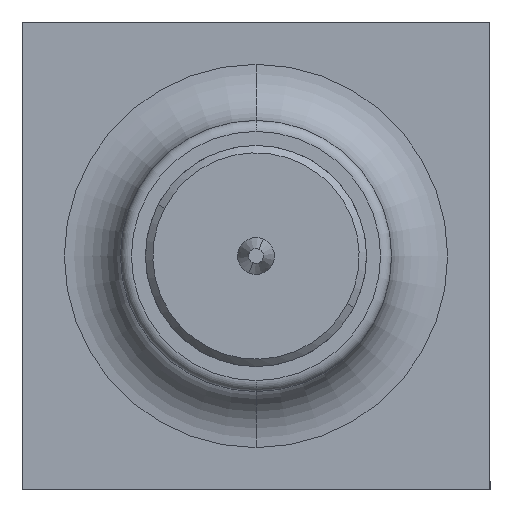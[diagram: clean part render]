
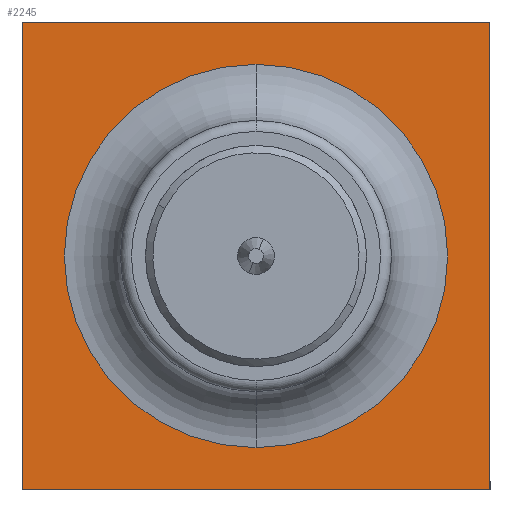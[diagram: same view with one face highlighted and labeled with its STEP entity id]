
A CAD part, left-side view. The second image highlights one B-rep face of the part: STEP entity #2245.
In plain terms, the highlighted planar face has unit normal (-1, 0, 0).
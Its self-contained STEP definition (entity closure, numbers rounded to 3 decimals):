
#17 = EDGE_LOOP ( 'NONE', ( #2210, #1172, #2105, #2233 ) ) ;
#59 = PLANE ( 'NONE',  #2130 ) ;
#90 = DIRECTION ( 'NONE',  ( 0., 0., 1. ) ) ;
#109 = CARTESIAN_POINT ( 'NONE',  ( 5.72, -3.175, -3.175 ) ) ;
#183 = DIRECTION ( 'NONE',  ( 0., 1., 0. ) ) ;
#191 = VERTEX_POINT ( 'NONE', #1603 ) ;
#199 = AXIS2_PLACEMENT_3D ( 'NONE', #2159, #2369, #1427 ) ;
#212 = VECTOR ( 'NONE', #183, 1000. ) ;
#234 = EDGE_CURVE ( 'NONE', #1166, #383, #702, .T. ) ;
#269 = DIRECTION ( 'NONE',  ( 0., 0., -1. ) ) ;
#312 = EDGE_CURVE ( 'NONE', #191, #438, #1769, .T. ) ;
#348 = CARTESIAN_POINT ( 'NONE',  ( 5.72, 3.175, 3.175 ) ) ;
#370 = CARTESIAN_POINT ( 'NONE',  ( 5.72, 3.175, -3.175 ) ) ;
#383 = VERTEX_POINT ( 'NONE', #1325 ) ;
#438 = VERTEX_POINT ( 'NONE', #1098 ) ;
#637 = DIRECTION ( 'NONE',  ( 1., 0., 0. ) ) ;
#643 = EDGE_LOOP ( 'NONE', ( #2412, #2011 ) ) ;
#645 = EDGE_CURVE ( 'NONE', #438, #191, #1056, .T. ) ;
#654 = DIRECTION ( 'NONE',  ( 0., -1., 0. ) ) ;
#702 = LINE ( 'NONE', #2371, #1498 ) ;
#740 = CARTESIAN_POINT ( 'NONE',  ( 5.72, -3.175, 3.175 ) ) ;
#800 = CARTESIAN_POINT ( 'NONE',  ( 5.72, 1.84, 0. ) ) ;
#912 = VECTOR ( 'NONE', #937, 1000. ) ;
#937 = DIRECTION ( 'NONE',  ( 0., 0., -1. ) ) ;
#1042 = CARTESIAN_POINT ( 'NONE',  ( 5.72, 0., 0. ) ) ;
#1056 = CIRCLE ( 'NONE', #199, 2.6 ) ;
#1098 = CARTESIAN_POINT ( 'NONE',  ( 5.72, 0., 2.6 ) ) ;
#1104 = EDGE_CURVE ( 'NONE', #383, #1966, #2330, .T. ) ;
#1164 = FACE_OUTER_BOUND ( 'NONE', #17, .T. ) ;
#1166 = VERTEX_POINT ( 'NONE', #1318 ) ;
#1172 = ORIENTED_EDGE ( 'NONE', *, *, #2122, .F. ) ;
#1318 = CARTESIAN_POINT ( 'NONE',  ( 5.72, 3.175, -3.175 ) ) ;
#1325 = CARTESIAN_POINT ( 'NONE',  ( 5.72, 3.175, 3.175 ) ) ;
#1427 = DIRECTION ( 'NONE',  ( 0., 0., -1. ) ) ;
#1498 = VECTOR ( 'NONE', #90, 1000. ) ;
#1591 = EDGE_CURVE ( 'NONE', #1966, #1985, #2244, .T. ) ;
#1603 = CARTESIAN_POINT ( 'NONE',  ( 5.72, 0., -2.6 ) ) ;
#1638 = CARTESIAN_POINT ( 'NONE',  ( 5.72, -3.175, 3.175 ) ) ;
#1686 = LINE ( 'NONE', #370, #212 ) ;
#1769 = CIRCLE ( 'NONE', #1843, 2.6 ) ;
#1773 = VECTOR ( 'NONE', #654, 1000. ) ;
#1843 = AXIS2_PLACEMENT_3D ( 'NONE', #1042, #2184, #2358 ) ;
#1966 = VERTEX_POINT ( 'NONE', #1638 ) ;
#1985 = VERTEX_POINT ( 'NONE', #109 ) ;
#2011 = ORIENTED_EDGE ( 'NONE', *, *, #645, .T. ) ;
#2095 = FACE_BOUND ( 'NONE', #643, .T. ) ;
#2105 = ORIENTED_EDGE ( 'NONE', *, *, #1591, .F. ) ;
#2122 = EDGE_CURVE ( 'NONE', #1985, #1166, #1686, .T. ) ;
#2130 = AXIS2_PLACEMENT_3D ( 'NONE', #800, #637, #269 ) ;
#2159 = CARTESIAN_POINT ( 'NONE',  ( 5.72, 0., 0. ) ) ;
#2184 = DIRECTION ( 'NONE',  ( 1., 0., 0. ) ) ;
#2210 = ORIENTED_EDGE ( 'NONE', *, *, #234, .F. ) ;
#2233 = ORIENTED_EDGE ( 'NONE', *, *, #1104, .F. ) ;
#2244 = LINE ( 'NONE', #740, #912 ) ;
#2245 = ADVANCED_FACE ( 'NONE', ( #2095, #1164 ), #59, .F. ) ;
#2330 = LINE ( 'NONE', #348, #1773 ) ;
#2358 = DIRECTION ( 'NONE',  ( 0., 0., -1. ) ) ;
#2369 = DIRECTION ( 'NONE',  ( 1., 0., 0. ) ) ;
#2371 = CARTESIAN_POINT ( 'NONE',  ( 5.72, 3.175, 3.175 ) ) ;
#2412 = ORIENTED_EDGE ( 'NONE', *, *, #312, .T. ) ;
